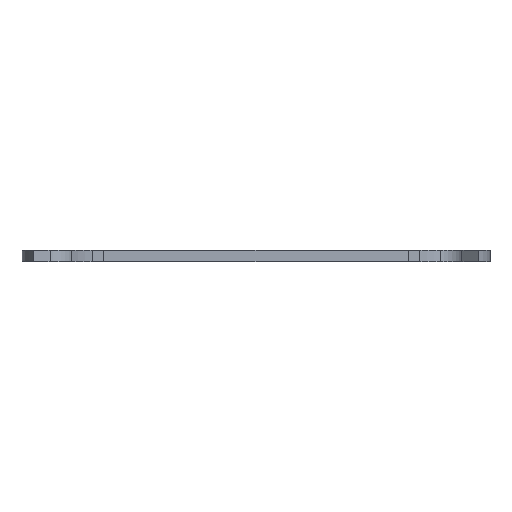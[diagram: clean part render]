
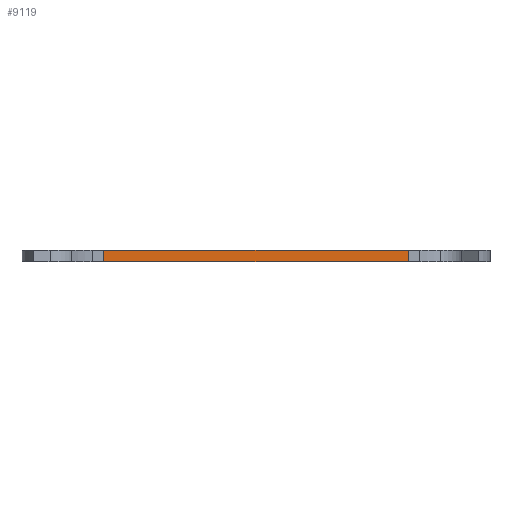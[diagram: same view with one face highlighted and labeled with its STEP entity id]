
A CAD part, front view. The second image highlights one B-rep face of the part: STEP entity #9119.
In plain terms, the highlighted planar face has unit normal (0, -1, 0).
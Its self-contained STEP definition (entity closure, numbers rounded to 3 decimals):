
#41 = DIRECTION ( 'NONE',  ( 0., 0., -1. ) ) ;
#891 = CARTESIAN_POINT ( 'NONE',  ( 65., -57., 5. ) ) ;
#1260 = VECTOR ( 'NONE', #10714, 1000. ) ;
#1797 = FACE_OUTER_BOUND ( 'NONE', #4212, .T. ) ;
#2584 = CARTESIAN_POINT ( 'NONE',  ( -65., -57., 5.001 ) ) ;
#2850 = CARTESIAN_POINT ( 'NONE',  ( 65., -57., 5.001 ) ) ;
#3004 = EDGE_CURVE ( 'NONE', #10876, #8312, #4804, .T. ) ;
#3248 = CARTESIAN_POINT ( 'NONE',  ( -65., -57., 5. ) ) ;
#3305 = EDGE_CURVE ( 'NONE', #9655, #10876, #3475, .T. ) ;
#3475 = LINE ( 'NONE', #3248, #1260 ) ;
#4023 = ORIENTED_EDGE ( 'NONE', *, *, #8228, .F. ) ;
#4212 = EDGE_LOOP ( 'NONE', ( #8910, #5538, #4023, #12055 ) ) ;
#4508 = CARTESIAN_POINT ( 'NONE',  ( -65., -57., 0. ) ) ;
#4514 = VECTOR ( 'NONE', #8298, 1000. ) ;
#4622 = CARTESIAN_POINT ( 'NONE',  ( -65., -57., 0. ) ) ;
#4804 = LINE ( 'NONE', #2584, #4514 ) ;
#5538 = ORIENTED_EDGE ( 'NONE', *, *, #3004, .T. ) ;
#5616 = VERTEX_POINT ( 'NONE', #8002 ) ;
#6592 = DIRECTION ( 'NONE',  ( 0., 0., -1. ) ) ;
#6593 = CARTESIAN_POINT ( 'NONE',  ( -65., -57., 5. ) ) ;
#6668 = PLANE ( 'NONE',  #9431 ) ;
#6703 = DIRECTION ( 'NONE',  ( 0., -1., 0. ) ) ;
#8002 = CARTESIAN_POINT ( 'NONE',  ( 65., -57., 0. ) ) ;
#8228 = EDGE_CURVE ( 'NONE', #5616, #8312, #10592, .T. ) ;
#8298 = DIRECTION ( 'NONE',  ( 0., 0., -1. ) ) ;
#8305 = VECTOR ( 'NONE', #10011, 1000. ) ;
#8312 = VERTEX_POINT ( 'NONE', #4622 ) ;
#8349 = EDGE_CURVE ( 'NONE', #9655, #5616, #11182, .T. ) ;
#8707 = VECTOR ( 'NONE', #6592, 1000. ) ;
#8910 = ORIENTED_EDGE ( 'NONE', *, *, #3305, .T. ) ;
#9119 = ADVANCED_FACE ( 'NONE', ( #1797 ), #6668, .T. ) ;
#9431 = AXIS2_PLACEMENT_3D ( 'NONE', #11247, #6703, #41 ) ;
#9655 = VERTEX_POINT ( 'NONE', #891 ) ;
#10011 = DIRECTION ( 'NONE',  ( -1., 0., 0. ) ) ;
#10592 = LINE ( 'NONE', #4508, #8305 ) ;
#10714 = DIRECTION ( 'NONE',  ( -1., 0., 0. ) ) ;
#10876 = VERTEX_POINT ( 'NONE', #6593 ) ;
#11182 = LINE ( 'NONE', #2850, #8707 ) ;
#11247 = CARTESIAN_POINT ( 'NONE',  ( -65., -57., 5.001 ) ) ;
#12055 = ORIENTED_EDGE ( 'NONE', *, *, #8349, .F. ) ;
